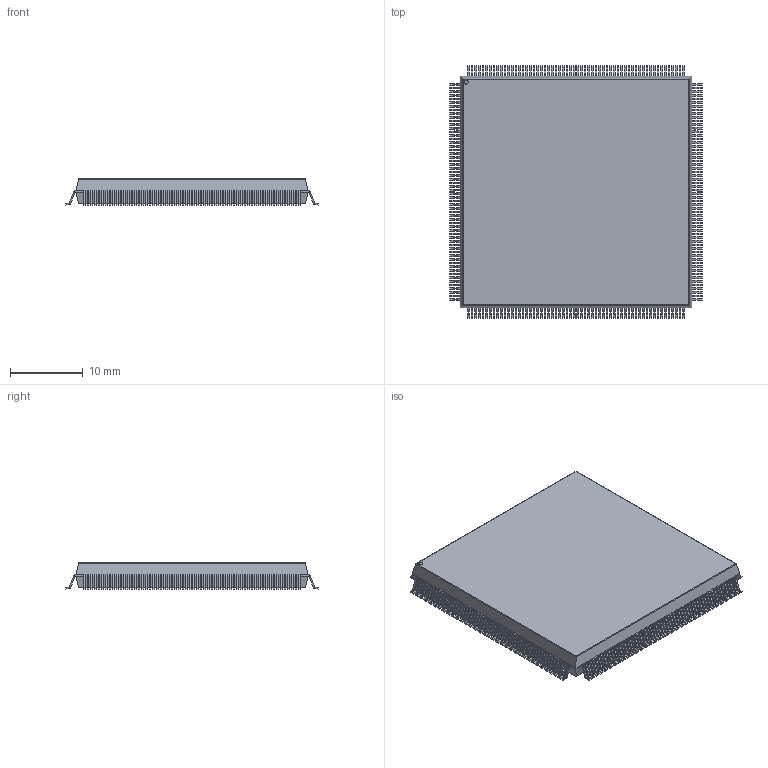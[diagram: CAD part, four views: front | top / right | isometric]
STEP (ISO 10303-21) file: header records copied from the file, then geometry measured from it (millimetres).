
FILE_DESCRIPTION((' '),'2;1');
FILE_NAME( 'QFP50P3460X3460X343-240N.stp', '2023-07-05T16:01:24', (' '), ('--- Datakit www.datakit.com---'), ' Datakit CrossCadWare V2023.2 Mar 22 2023', 'DATAKIT 2023 (c)', ' ');
FILE_SCHEMA(('AP242_MANAGED_MODEL_BASED_3D_ENGINEERING_MIM_LF { 1 0 10303 442 1 1 4 }'));
Length unit declared in the file: millimetre
Products named in the file (1): QFP50P3460X3460X343-240N
Bounding box: 34.66 x 34.66 x 3.58 mm (x, y, z)
Volume: 3423.8 mm3; surface area: 2891.7 mm2
Topology: 1 solids, 1 shells, 3384 faces, 9167 edges, 5786 vertices
Faces by surface type: plane 2415, cylinder 969
Full cylindrical faces by diameter (mm): 0.527 x1
Entity records: 108174 total; most frequent: CARTESIAN_POINT 18337, ORIENTED_EDGE 18332, DIRECTION 17866, EDGE_CURVE 9166, VECTOR 7236, LINE 7236, VERTEX_POINT 5786, AXIS2_PLACEMENT_3D 5315
